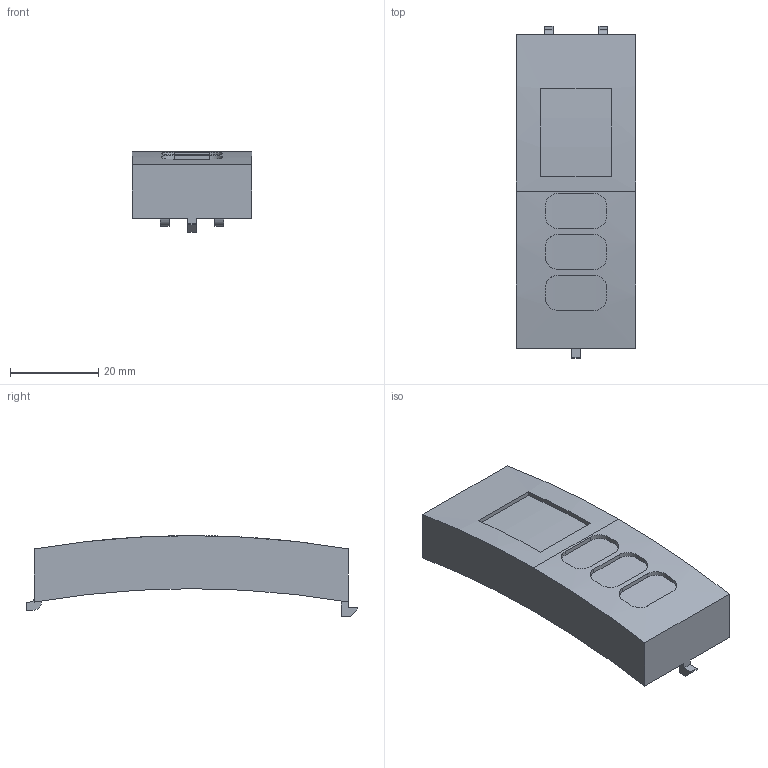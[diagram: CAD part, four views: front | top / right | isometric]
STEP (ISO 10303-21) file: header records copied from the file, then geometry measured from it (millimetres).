
FILE_DESCRIPTION (( 'STEP AP214' ), '1' );
FILE_NAME ('SCU-PDM1.STEP', '2019-04-01T16:22:11', ( '' ), ( '' ), 'SwSTEP 2.0', 'SolidWorks 2017', '' );
FILE_SCHEMA (( 'AUTOMOTIVE_DESIGN' ));
Length unit declared in the file: millimetre
Products named in the file (1): SCU-PDM1
Bounding box: 27 x 75.05 x 18.26 mm (x, y, z)
Volume: 22412.9 mm3; surface area: 6480.4 mm2
Topology: 1 solids, 1 shells, 63 faces, 171 edges, 114 vertices
Faces by surface type: plane 39, cylinder 12, bspline 12
Entity records: 2353 total; most frequent: CARTESIAN_POINT 769, ORIENTED_EDGE 342, DIRECTION 289, EDGE_CURVE 171, VERTEX_POINT 114, LINE 109, VECTOR 109, AXIS2_PLACEMENT_3D 90
